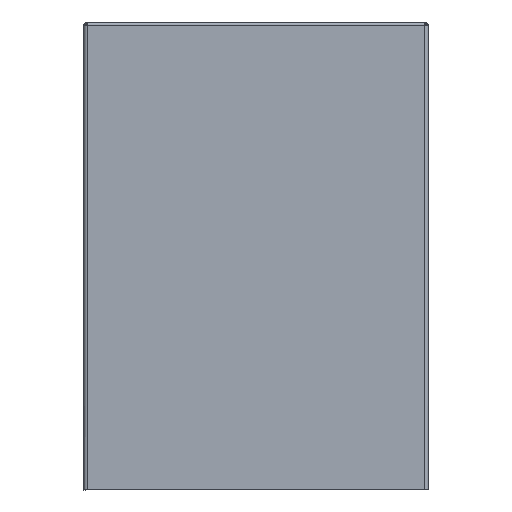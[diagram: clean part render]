
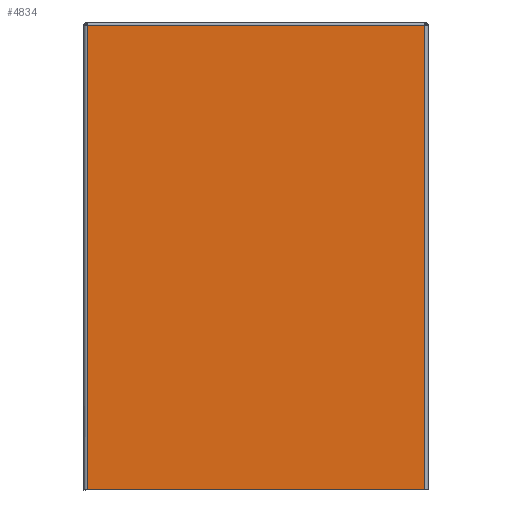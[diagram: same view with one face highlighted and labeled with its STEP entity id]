
A CAD part, top view. The second image highlights one B-rep face of the part: STEP entity #4834.
In plain terms, the highlighted planar face has unit normal (0, 0, 1).
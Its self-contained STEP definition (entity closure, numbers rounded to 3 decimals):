
#70 = LINE ( 'NONE', #4968, #6484 ) ;
#625 = CARTESIAN_POINT ( 'NONE',  ( 1025.246, -135.931, -1679.674 ) ) ;
#669 = DIRECTION ( 'NONE',  ( 0., 1., 0. ) ) ;
#697 = ORIENTED_EDGE ( 'NONE', *, *, #2342, .T. ) ;
#700 = DIRECTION ( 'NONE',  ( -1., 0., 0. ) ) ;
#1261 = DIRECTION ( 'NONE',  ( 0., -1., 0. ) ) ;
#1364 = CARTESIAN_POINT ( 'NONE',  ( 878.346, 66.227, -1679.674 ) ) ;
#1442 = CARTESIAN_POINT ( 'NONE',  ( 986.796, 66.223, -1679.674 ) ) ;
#1535 = VECTOR ( 'NONE', #700, 1000. ) ;
#2073 = EDGE_CURVE ( 'NONE', #8151, #5197, #5835, .T. ) ;
#2074 = DIRECTION ( 'NONE',  ( 0., -1., 0. ) ) ;
#2342 = EDGE_CURVE ( 'NONE', #5197, #2376, #4941, .T. ) ;
#2376 = VERTEX_POINT ( 'NONE', #1364 ) ;
#3546 = CARTESIAN_POINT ( 'NONE',  ( 1025.246, 66.227, -1679.674 ) ) ;
#3643 = FACE_OUTER_BOUND ( 'NONE', #5679, .T. ) ;
#3725 = VECTOR ( 'NONE', #669, 1000. ) ;
#3843 = CARTESIAN_POINT ( 'NONE',  ( 1025.246, 66.223, -1679.674 ) ) ;
#4291 = ORIENTED_EDGE ( 'NONE', *, *, #2073, .T. ) ;
#4320 = DIRECTION ( 'NONE',  ( 1., 0., 0. ) ) ;
#4527 = CARTESIAN_POINT ( 'NONE',  ( 986.796, 66.227, -1679.674 ) ) ;
#4660 = LINE ( 'NONE', #5095, #8098 ) ;
#4834 = ADVANCED_FACE ( 'NONE', ( #3643 ), #6550, .T. ) ;
#4941 = LINE ( 'NONE', #4527, #1535 ) ;
#4968 = CARTESIAN_POINT ( 'NONE',  ( 986.796, -135.931, -1679.674 ) ) ;
#5095 = CARTESIAN_POINT ( 'NONE',  ( 878.346, 66.223, -1679.674 ) ) ;
#5197 = VERTEX_POINT ( 'NONE', #3546 ) ;
#5505 = ORIENTED_EDGE ( 'NONE', *, *, #6420, .T. ) ;
#5679 = EDGE_LOOP ( 'NONE', ( #5505, #4291, #697, #6893 ) ) ;
#5835 = LINE ( 'NONE', #3843, #3725 ) ;
#5920 = DIRECTION ( 'NONE',  ( 0., 0., 1. ) ) ;
#6004 = VERTEX_POINT ( 'NONE', #6532 ) ;
#6173 = AXIS2_PLACEMENT_3D ( 'NONE', #1442, #5920, #2074 ) ;
#6420 = EDGE_CURVE ( 'NONE', #6004, #8151, #70, .T. ) ;
#6484 = VECTOR ( 'NONE', #4320, 1000. ) ;
#6532 = CARTESIAN_POINT ( 'NONE',  ( 878.346, -135.931, -1679.674 ) ) ;
#6550 = PLANE ( 'NONE',  #6173 ) ;
#6893 = ORIENTED_EDGE ( 'NONE', *, *, #7568, .T. ) ;
#7568 = EDGE_CURVE ( 'NONE', #2376, #6004, #4660, .T. ) ;
#8098 = VECTOR ( 'NONE', #1261, 1000. ) ;
#8151 = VERTEX_POINT ( 'NONE', #625 ) ;
